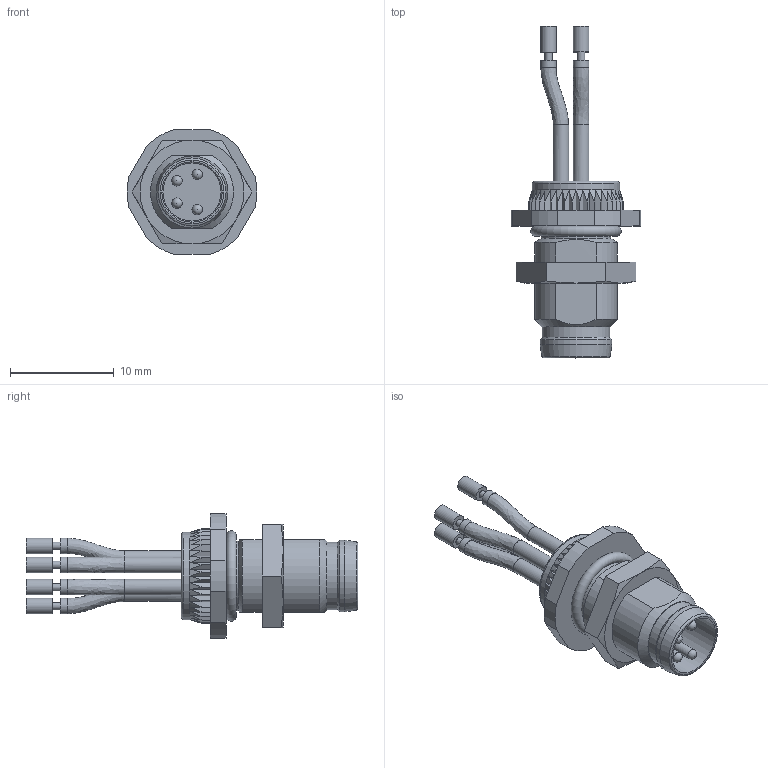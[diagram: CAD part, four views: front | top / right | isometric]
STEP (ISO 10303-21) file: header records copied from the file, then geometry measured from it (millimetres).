
FILE_DESCRIPTION(/* description */ (''),/* implementation_level */ '2;1');
FILE_NAME(/* name */ '5020978___Flanschstecker_assy_143717.stp',/* time_stamp */ '2016-11-18T11:27:55+01:00',/* author */ (''),/* organization */ (''),/* preprocessor_version */ 'ST-DEVELOPER v16',/* originating_system */ 'SIEMENS PLM Software NX 10.0',/* authorisation */ '');
FILE_SCHEMA (('AUTOMOTIVE_DESIGN { 1 0 10303 214 3 1 1 1 }'));
Length unit declared in the file: millimetre
Products named in the file (1): osen1818D39Ctqzw
Bounding box: 12.46 x 31.95 x 12 mm (x, y, z)
Volume: 969 mm3; surface area: 1293 mm2
Topology: 2 solids, 2 shells, 175 faces, 452 edges, 297 vertices
Faces by surface type: plane 116, cylinder 35, cone 11, torus 5, bspline 4, sphere 4
Full cylindrical faces by diameter (mm): 0.7 x4, 1 x4, 1.5 x12, 5.8 x1, 6.5 x1, 6.7 x1, 6.9 x1, 8.4 x1
Entity records: 5256 total; most frequent: CARTESIAN_POINT 1421, ORIENTED_EDGE 772, DIRECTION 700, EDGE_CURVE 386, VERTEX_POINT 275, AXIS2_PLACEMENT_3D 246, EDGE_LOOP 234, LINE 208
